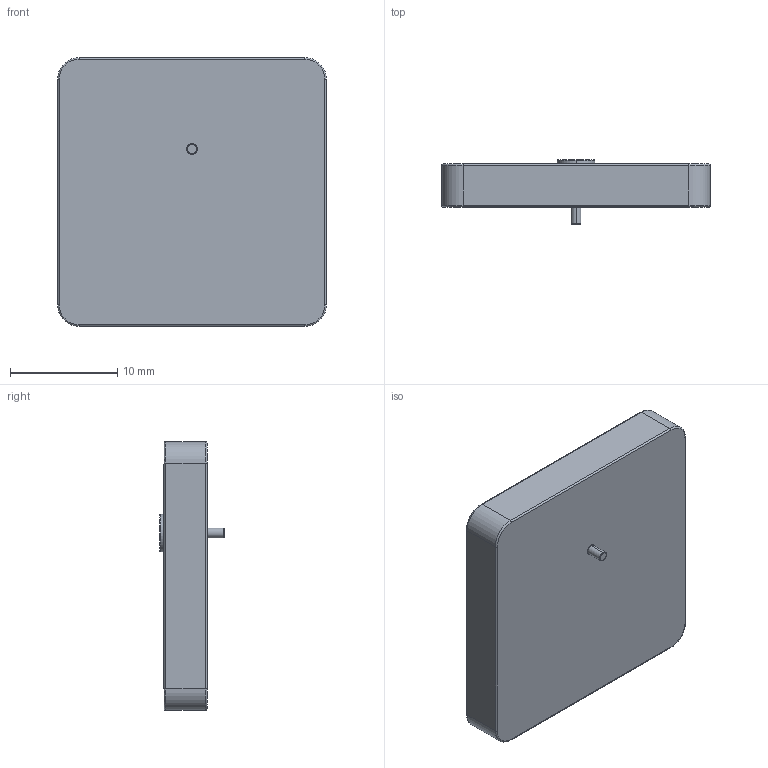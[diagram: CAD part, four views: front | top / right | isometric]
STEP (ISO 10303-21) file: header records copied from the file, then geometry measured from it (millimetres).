
FILE_DESCRIPTION (( 'STEP AP214' ), '1' );
FILE_NAME ('SXP.25.4.A.08_Web.STEP', '2022-03-21T16:42:18', ( '' ), ( '' ), 'SwSTEP 2.0', 'SolidWorks 2018', '' );
FILE_SCHEMA (( 'AUTOMOTIVE_DESIGN' ));
Length unit declared in the file: millimetre
Products named in the file (1): SXP.25.4.A.08_Web
Bounding box: 25 x 6 x 25 mm (x, y, z)
Surface area: 1628.9 mm2 (no closed solid volume)
Topology: 0 solids, 14 shells, 302 faces, 1031 edges, 726 vertices
Faces by surface type: plane 155, bspline 111, cylinder 22, torus 14
Entity records: 18493 total; most frequent: CARTESIAN_POINT 7747, ORIENTED_EDGE 1606, DIRECTION 1077, EDGE_CURVE 1031, VERTEX_POINT 726, LINE 549, VECTOR 549, EDGE_LOOP 375
